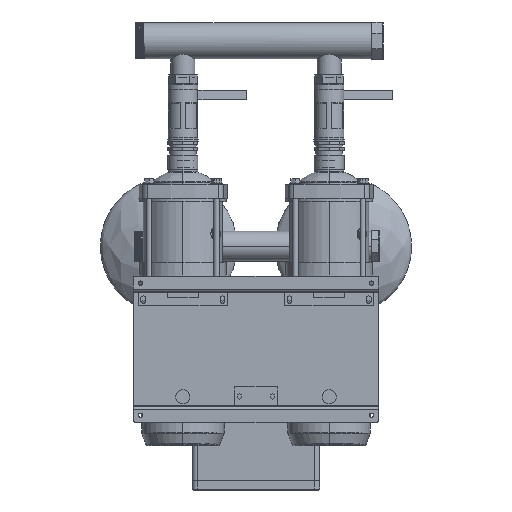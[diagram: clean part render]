
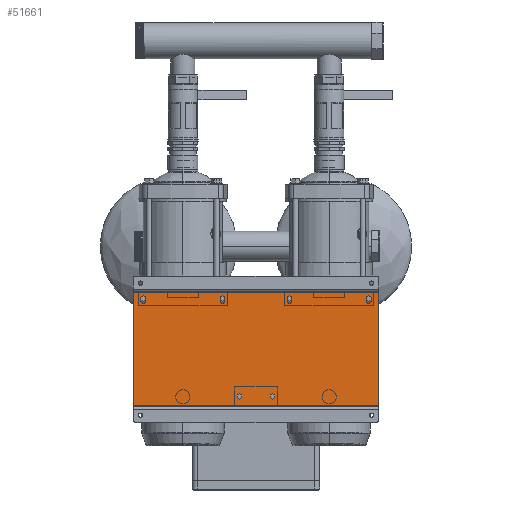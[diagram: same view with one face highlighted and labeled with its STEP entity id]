
A CAD part, front view. The second image highlights one B-rep face of the part: STEP entity #51661.
In plain terms, the highlighted planar face has unit normal (0, -1, 0).
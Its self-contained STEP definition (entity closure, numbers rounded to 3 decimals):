
#423 = CARTESIAN_POINT ( 'NONE',  ( 260., 52., -120. ) ) ;
#2000 = ORIENTED_EDGE ( 'NONE', *, *, #43168, .T. ) ;
#5304 = LINE ( 'NONE', #33584, #22210 ) ;
#6228 = DIRECTION ( 'NONE',  ( -1., 0., 0. ) ) ;
#8348 = FACE_OUTER_BOUND ( 'NONE', #45214, .T. ) ;
#15838 = ORIENTED_EDGE ( 'NONE', *, *, #32291, .T. ) ;
#22210 = VECTOR ( 'NONE', #6228, 1000. ) ;
#23731 = VERTEX_POINT ( 'NONE', #42833 ) ;
#27865 = DIRECTION ( 'NONE',  ( 0., 1., 0. ) ) ;
#28737 = CARTESIAN_POINT ( 'NONE',  ( 260., 52., 120. ) ) ;
#32291 = EDGE_CURVE ( 'NONE', #52411, #50567, #5304, .T. ) ;
#32792 = LINE ( 'NONE', #39300, #58089 ) ;
#33584 = CARTESIAN_POINT ( 'NONE',  ( 260., 52., 120. ) ) ;
#33780 = VECTOR ( 'NONE', #57057, 1000. ) ;
#35656 = CARTESIAN_POINT ( 'NONE',  ( 260., 52., 120. ) ) ;
#36628 = PLANE ( 'NONE',  #78266 ) ;
#38412 = LINE ( 'NONE', #45817, #41693 ) ;
#39300 = CARTESIAN_POINT ( 'NONE',  ( 260., 52., -120. ) ) ;
#41693 = VECTOR ( 'NONE', #58398, 1000. ) ;
#42833 = CARTESIAN_POINT ( 'NONE',  ( -260., 52., -120. ) ) ;
#43168 = EDGE_CURVE ( 'NONE', #50567, #23731, #38412, .T. ) ;
#43524 = EDGE_CURVE ( 'NONE', #75896, #23731, #32792, .T. ) ;
#44024 = ORIENTED_EDGE ( 'NONE', *, *, #43524, .F. ) ;
#45214 = EDGE_LOOP ( 'NONE', ( #2000, #44024, #88519, #15838 ) ) ;
#45817 = CARTESIAN_POINT ( 'NONE',  ( -260., 52., -120. ) ) ;
#50567 = VERTEX_POINT ( 'NONE', #65608 ) ;
#51661 = ADVANCED_FACE ( 'NONE', ( #8348 ), #36628, .F. ) ;
#51666 = EDGE_CURVE ( 'NONE', #52411, #75896, #84931, .T. ) ;
#52411 = VERTEX_POINT ( 'NONE', #35656 ) ;
#56595 = DIRECTION ( 'NONE',  ( 0., 0., 1. ) ) ;
#57057 = DIRECTION ( 'NONE',  ( 0., 0., -1. ) ) ;
#58089 = VECTOR ( 'NONE', #67646, 1000. ) ;
#58398 = DIRECTION ( 'NONE',  ( 0., 0., -1. ) ) ;
#65608 = CARTESIAN_POINT ( 'NONE',  ( -260., 52., 120. ) ) ;
#67646 = DIRECTION ( 'NONE',  ( -1., 0., 0. ) ) ;
#75896 = VERTEX_POINT ( 'NONE', #77589 ) ;
#77589 = CARTESIAN_POINT ( 'NONE',  ( 260., 52., -120. ) ) ;
#78266 = AXIS2_PLACEMENT_3D ( 'NONE', #423, #27865, #56595 ) ;
#84931 = LINE ( 'NONE', #28737, #33780 ) ;
#88519 = ORIENTED_EDGE ( 'NONE', *, *, #51666, .F. ) ;
